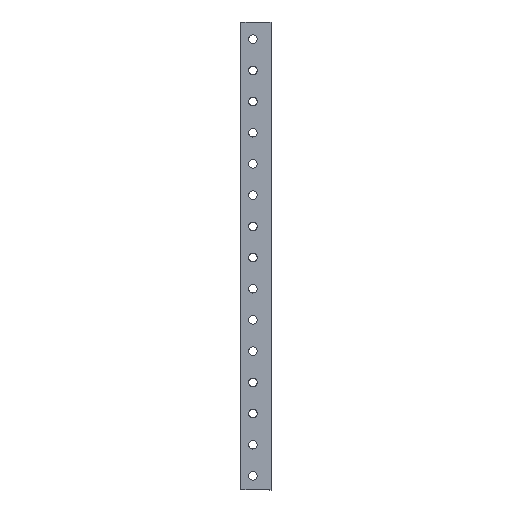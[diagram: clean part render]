
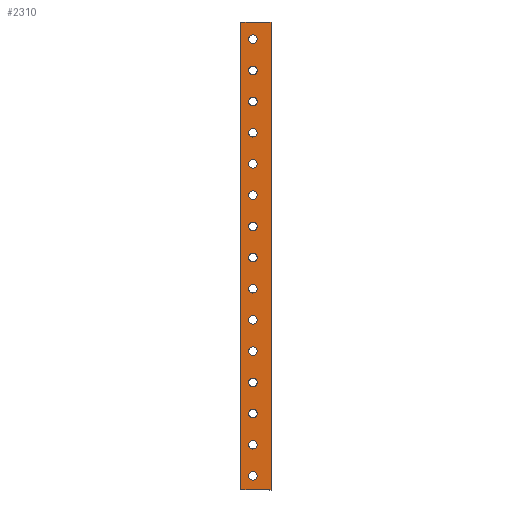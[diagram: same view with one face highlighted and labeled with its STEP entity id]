
A CAD part, left-side view. The second image highlights one B-rep face of the part: STEP entity #2310.
In plain terms, the highlighted planar face has unit normal (-1, 0, 0).
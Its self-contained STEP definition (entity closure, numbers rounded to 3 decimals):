
#89=FACE_BOUND('',#409,.T.);
#90=FACE_BOUND('',#410,.T.);
#91=FACE_BOUND('',#411,.T.);
#92=FACE_BOUND('',#412,.T.);
#93=FACE_BOUND('',#413,.T.);
#94=FACE_BOUND('',#414,.T.);
#95=FACE_BOUND('',#415,.T.);
#96=FACE_BOUND('',#416,.T.);
#97=FACE_BOUND('',#417,.T.);
#98=FACE_BOUND('',#418,.T.);
#99=FACE_BOUND('',#419,.T.);
#100=FACE_BOUND('',#420,.T.);
#101=FACE_BOUND('',#421,.T.);
#102=FACE_BOUND('',#422,.T.);
#103=FACE_BOUND('',#423,.T.);
#194=CIRCLE('',#2472,4.1);
#195=CIRCLE('',#2473,4.1);
#196=CIRCLE('',#2474,4.1);
#197=CIRCLE('',#2475,4.1);
#198=CIRCLE('',#2476,4.1);
#199=CIRCLE('',#2477,4.1);
#200=CIRCLE('',#2478,4.1);
#201=CIRCLE('',#2479,4.1);
#202=CIRCLE('',#2480,4.1);
#203=CIRCLE('',#2481,4.1);
#204=CIRCLE('',#2482,4.1);
#205=CIRCLE('',#2483,4.1);
#206=CIRCLE('',#2484,4.1);
#207=CIRCLE('',#2485,4.1);
#208=CIRCLE('',#2486,4.1);
#285=FACE_OUTER_BOUND('',#408,.T.);
#408=EDGE_LOOP('',(#1584,#1585,#1586,#1587,#1588,#1589));
#409=EDGE_LOOP('',(#1590));
#410=EDGE_LOOP('',(#1591));
#411=EDGE_LOOP('',(#1592));
#412=EDGE_LOOP('',(#1593));
#413=EDGE_LOOP('',(#1594));
#414=EDGE_LOOP('',(#1595));
#415=EDGE_LOOP('',(#1596));
#416=EDGE_LOOP('',(#1597));
#417=EDGE_LOOP('',(#1598));
#418=EDGE_LOOP('',(#1599));
#419=EDGE_LOOP('',(#1600));
#420=EDGE_LOOP('',(#1601));
#421=EDGE_LOOP('',(#1602));
#422=EDGE_LOOP('',(#1603));
#423=EDGE_LOOP('',(#1604));
#597=LINE('',#3341,#795);
#628=LINE('',#3464,#826);
#629=LINE('',#3466,#827);
#630=LINE('',#3468,#828);
#631=LINE('',#3470,#829);
#632=LINE('',#3471,#830);
#795=VECTOR('',#2679,10.);
#826=VECTOR('',#2772,10.);
#827=VECTOR('',#2773,10.);
#828=VECTOR('',#2774,10.);
#829=VECTOR('',#2775,10.);
#830=VECTOR('',#2776,10.);
#987=VERTEX_POINT('',#3327);
#993=VERTEX_POINT('',#3339);
#1054=VERTEX_POINT('',#3463);
#1055=VERTEX_POINT('',#3465);
#1056=VERTEX_POINT('',#3467);
#1057=VERTEX_POINT('',#3469);
#1058=VERTEX_POINT('',#3472);
#1059=VERTEX_POINT('',#3474);
#1060=VERTEX_POINT('',#3476);
#1061=VERTEX_POINT('',#3478);
#1062=VERTEX_POINT('',#3480);
#1063=VERTEX_POINT('',#3482);
#1064=VERTEX_POINT('',#3484);
#1065=VERTEX_POINT('',#3486);
#1066=VERTEX_POINT('',#3488);
#1067=VERTEX_POINT('',#3490);
#1068=VERTEX_POINT('',#3492);
#1069=VERTEX_POINT('',#3494);
#1070=VERTEX_POINT('',#3496);
#1071=VERTEX_POINT('',#3498);
#1072=VERTEX_POINT('',#3500);
#1205=EDGE_CURVE('',#987,#993,#597,.T.);
#1266=EDGE_CURVE('',#1054,#993,#628,.T.);
#1267=EDGE_CURVE('',#1054,#1055,#629,.T.);
#1268=EDGE_CURVE('',#1055,#1056,#630,.T.);
#1269=EDGE_CURVE('',#1056,#1057,#631,.T.);
#1270=EDGE_CURVE('',#1057,#987,#632,.T.);
#1271=EDGE_CURVE('',#1058,#1058,#194,.T.);
#1272=EDGE_CURVE('',#1059,#1059,#195,.T.);
#1273=EDGE_CURVE('',#1060,#1060,#196,.T.);
#1274=EDGE_CURVE('',#1061,#1061,#197,.T.);
#1275=EDGE_CURVE('',#1062,#1062,#198,.T.);
#1276=EDGE_CURVE('',#1063,#1063,#199,.T.);
#1277=EDGE_CURVE('',#1064,#1064,#200,.T.);
#1278=EDGE_CURVE('',#1065,#1065,#201,.T.);
#1279=EDGE_CURVE('',#1066,#1066,#202,.T.);
#1280=EDGE_CURVE('',#1067,#1067,#203,.T.);
#1281=EDGE_CURVE('',#1068,#1068,#204,.T.);
#1282=EDGE_CURVE('',#1069,#1069,#205,.T.);
#1283=EDGE_CURVE('',#1070,#1070,#206,.T.);
#1284=EDGE_CURVE('',#1071,#1071,#207,.T.);
#1285=EDGE_CURVE('',#1072,#1072,#208,.T.);
#1584=ORIENTED_EDGE('',*,*,#1205,.T.);
#1585=ORIENTED_EDGE('',*,*,#1266,.F.);
#1586=ORIENTED_EDGE('',*,*,#1267,.T.);
#1587=ORIENTED_EDGE('',*,*,#1268,.T.);
#1588=ORIENTED_EDGE('',*,*,#1269,.T.);
#1589=ORIENTED_EDGE('',*,*,#1270,.T.);
#1590=ORIENTED_EDGE('',*,*,#1271,.T.);
#1591=ORIENTED_EDGE('',*,*,#1272,.T.);
#1592=ORIENTED_EDGE('',*,*,#1273,.T.);
#1593=ORIENTED_EDGE('',*,*,#1274,.T.);
#1594=ORIENTED_EDGE('',*,*,#1275,.T.);
#1595=ORIENTED_EDGE('',*,*,#1276,.T.);
#1596=ORIENTED_EDGE('',*,*,#1277,.T.);
#1597=ORIENTED_EDGE('',*,*,#1278,.T.);
#1598=ORIENTED_EDGE('',*,*,#1279,.T.);
#1599=ORIENTED_EDGE('',*,*,#1280,.T.);
#1600=ORIENTED_EDGE('',*,*,#1281,.T.);
#1601=ORIENTED_EDGE('',*,*,#1282,.T.);
#1602=ORIENTED_EDGE('',*,*,#1283,.T.);
#1603=ORIENTED_EDGE('',*,*,#1284,.T.);
#1604=ORIENTED_EDGE('',*,*,#1285,.T.);
#2153=PLANE('',#2471);
#2310=ADVANCED_FACE('',(#285,#89,#90,#91,#92,#93,#94,#95,#96,#97,#98,#99,
#100,#101,#102,#103),#2153,.F.);
#2471=AXIS2_PLACEMENT_3D('',#3462,#2770,#2771);
#2472=AXIS2_PLACEMENT_3D('',#3473,#2777,#2778);
#2473=AXIS2_PLACEMENT_3D('',#3475,#2779,#2780);
#2474=AXIS2_PLACEMENT_3D('',#3477,#2781,#2782);
#2475=AXIS2_PLACEMENT_3D('',#3479,#2783,#2784);
#2476=AXIS2_PLACEMENT_3D('',#3481,#2785,#2786);
#2477=AXIS2_PLACEMENT_3D('',#3483,#2787,#2788);
#2478=AXIS2_PLACEMENT_3D('',#3485,#2789,#2790);
#2479=AXIS2_PLACEMENT_3D('',#3487,#2791,#2792);
#2480=AXIS2_PLACEMENT_3D('',#3489,#2793,#2794);
#2481=AXIS2_PLACEMENT_3D('',#3491,#2795,#2796);
#2482=AXIS2_PLACEMENT_3D('',#3493,#2797,#2798);
#2483=AXIS2_PLACEMENT_3D('',#3495,#2799,#2800);
#2484=AXIS2_PLACEMENT_3D('',#3497,#2801,#2802);
#2485=AXIS2_PLACEMENT_3D('',#3499,#2803,#2804);
#2486=AXIS2_PLACEMENT_3D('',#3501,#2805,#2806);
#2679=DIRECTION('',(0.,0.,1.));
#2770=DIRECTION('center_axis',(1.,0.,0.));
#2771=DIRECTION('ref_axis',(0.,0.,1.));
#2772=DIRECTION('',(0.,-1.,0.));
#2773=DIRECTION('',(0.,1.,0.));
#2774=DIRECTION('',(0.,0.,-1.));
#2775=DIRECTION('',(0.,-1.,0.));
#2776=DIRECTION('',(0.,-1.,0.));
#2777=DIRECTION('center_axis',(1.,0.,0.));
#2778=DIRECTION('ref_axis',(0.,1.,0.));
#2779=DIRECTION('center_axis',(1.,0.,0.));
#2780=DIRECTION('ref_axis',(0.,1.,0.));
#2781=DIRECTION('center_axis',(1.,0.,0.));
#2782=DIRECTION('ref_axis',(0.,1.,0.));
#2783=DIRECTION('center_axis',(1.,0.,0.));
#2784=DIRECTION('ref_axis',(0.,1.,0.));
#2785=DIRECTION('center_axis',(1.,0.,0.));
#2786=DIRECTION('ref_axis',(0.,1.,0.));
#2787=DIRECTION('center_axis',(1.,0.,0.));
#2788=DIRECTION('ref_axis',(0.,1.,0.));
#2789=DIRECTION('center_axis',(1.,0.,0.));
#2790=DIRECTION('ref_axis',(0.,1.,0.));
#2791=DIRECTION('center_axis',(1.,0.,0.));
#2792=DIRECTION('ref_axis',(0.,1.,0.));
#2793=DIRECTION('center_axis',(1.,0.,0.));
#2794=DIRECTION('ref_axis',(0.,1.,0.));
#2795=DIRECTION('center_axis',(1.,0.,0.));
#2796=DIRECTION('ref_axis',(0.,1.,0.));
#2797=DIRECTION('center_axis',(1.,0.,0.));
#2798=DIRECTION('ref_axis',(0.,1.,0.));
#2799=DIRECTION('center_axis',(1.,0.,0.));
#2800=DIRECTION('ref_axis',(0.,1.,0.));
#2801=DIRECTION('center_axis',(1.,0.,0.));
#2802=DIRECTION('ref_axis',(0.,1.,0.));
#2803=DIRECTION('center_axis',(1.,0.,0.));
#2804=DIRECTION('ref_axis',(0.,1.,0.));
#2805=DIRECTION('center_axis',(1.,0.,0.));
#2806=DIRECTION('ref_axis',(0.,1.,0.));
#3327=CARTESIAN_POINT('',(-62.821,0.,-450.));
#3339=CARTESIAN_POINT('',(-62.821,0.,0.));
#3341=CARTESIAN_POINT('',(-62.821,0.,-225.));
#3462=CARTESIAN_POINT('Origin',(-62.821,-15.499,-225.));
#3463=CARTESIAN_POINT('',(-62.821,3.5,0.));
#3464=CARTESIAN_POINT('',(-62.821,-6.,0.));
#3465=CARTESIAN_POINT('',(-62.821,29.001,0.));
#3466=CARTESIAN_POINT('',(-62.821,-59.999,0.));
#3467=CARTESIAN_POINT('',(-62.821,29.001,-450.));
#3468=CARTESIAN_POINT('',(-62.821,29.001,0.));
#3469=CARTESIAN_POINT('',(-62.821,3.5,-450.));
#3470=CARTESIAN_POINT('',(-62.821,29.001,-450.));
#3471=CARTESIAN_POINT('',(-62.821,-9.125,-450.));
#3472=CARTESIAN_POINT('',(-62.821,13.401,-436.5));
#3473=CARTESIAN_POINT('Origin',(-62.821,17.501,-436.5));
#3474=CARTESIAN_POINT('',(-62.821,13.401,-406.5));
#3475=CARTESIAN_POINT('Origin',(-62.821,17.501,-406.5));
#3476=CARTESIAN_POINT('',(-62.821,13.401,-376.5));
#3477=CARTESIAN_POINT('Origin',(-62.821,17.501,-376.5));
#3478=CARTESIAN_POINT('',(-62.821,13.401,-346.5));
#3479=CARTESIAN_POINT('Origin',(-62.821,17.501,-346.5));
#3480=CARTESIAN_POINT('',(-62.821,13.401,-316.5));
#3481=CARTESIAN_POINT('Origin',(-62.821,17.501,-316.5));
#3482=CARTESIAN_POINT('',(-62.821,13.401,-286.5));
#3483=CARTESIAN_POINT('Origin',(-62.821,17.501,-286.5));
#3484=CARTESIAN_POINT('',(-62.821,13.401,-256.5));
#3485=CARTESIAN_POINT('Origin',(-62.821,17.501,-256.5));
#3486=CARTESIAN_POINT('',(-62.821,13.401,-226.5));
#3487=CARTESIAN_POINT('Origin',(-62.821,17.501,-226.5));
#3488=CARTESIAN_POINT('',(-62.821,13.401,-196.5));
#3489=CARTESIAN_POINT('Origin',(-62.821,17.501,-196.5));
#3490=CARTESIAN_POINT('',(-62.821,13.401,-166.5));
#3491=CARTESIAN_POINT('Origin',(-62.821,17.501,-166.5));
#3492=CARTESIAN_POINT('',(-62.821,13.401,-136.5));
#3493=CARTESIAN_POINT('Origin',(-62.821,17.501,-136.5));
#3494=CARTESIAN_POINT('',(-62.821,13.401,-106.5));
#3495=CARTESIAN_POINT('Origin',(-62.821,17.501,-106.5));
#3496=CARTESIAN_POINT('',(-62.821,13.401,-76.5));
#3497=CARTESIAN_POINT('Origin',(-62.821,17.501,-76.5));
#3498=CARTESIAN_POINT('',(-62.821,13.401,-46.5));
#3499=CARTESIAN_POINT('Origin',(-62.821,17.501,-46.5));
#3500=CARTESIAN_POINT('',(-62.821,13.401,-16.5));
#3501=CARTESIAN_POINT('Origin',(-62.821,17.501,-16.5));
